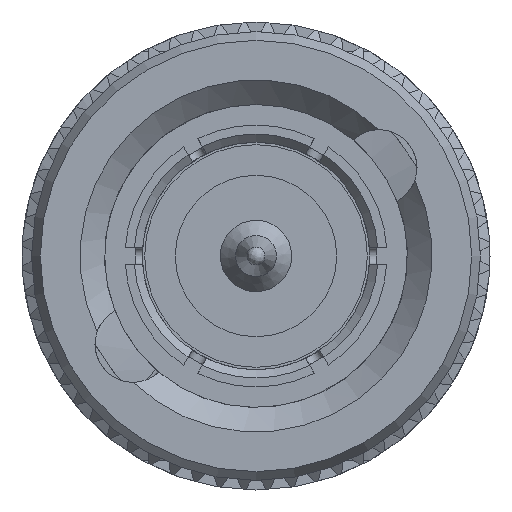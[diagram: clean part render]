
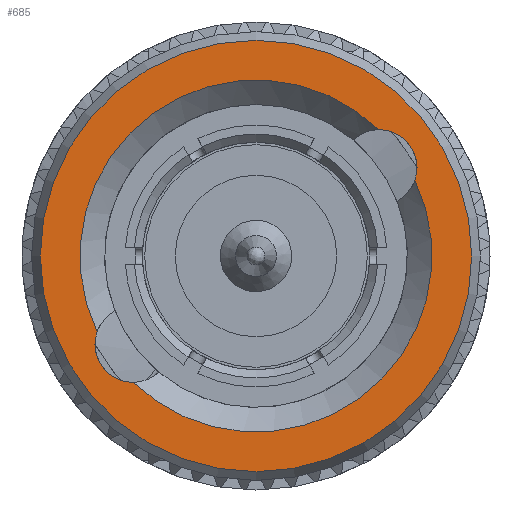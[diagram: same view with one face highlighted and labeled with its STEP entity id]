
A CAD part, left-side view. The second image highlights one B-rep face of the part: STEP entity #685.
In plain terms, the highlighted planar face has unit normal (-1, 0, 0).
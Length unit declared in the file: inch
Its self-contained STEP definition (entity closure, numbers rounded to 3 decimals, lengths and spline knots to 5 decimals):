
#37 = AXIS2_PLACEMENT_3D ( 'NONE', #8345, #7215, #4101 ) ;
#367 = CIRCLE ( 'NONE', #37, 0.04645 ) ;
#369 = ORIENTED_EDGE ( 'NONE', *, *, #8331, .T. ) ;
#685 = ADVANCED_FACE ( 'NONE', ( #9453, #1086 ), #7675, .F. ) ;
#821 = CIRCLE ( 'NONE', #4001, 0.21494 ) ;
#837 = CARTESIAN_POINT ( 'NONE',  ( 0.33873, 0., 0. ) ) ;
#1029 = DIRECTION ( 'NONE',  ( 1., 0., 0. ) ) ;
#1086 = FACE_BOUND ( 'NONE', #11038, .T. ) ;
#1239 = AXIS2_PLACEMENT_3D ( 'NONE', #3301, #5670, #8817 ) ;
#1327 = DIRECTION ( 'NONE',  ( 0., 0., -1. ) ) ;
#1535 = DIRECTION ( 'NONE',  ( 1., 0., 0. ) ) ;
#1892 = CIRCLE ( 'NONE', #9521, 0.26339 ) ;
#2066 = EDGE_CURVE ( 'NONE', #13297, #13297, #1892, .T. ) ;
#2178 = EDGE_LOOP ( 'NONE', ( #6987 ) ) ;
#2316 = DIRECTION ( 'NONE',  ( 1., 0., 0. ) ) ;
#2494 = CIRCLE ( 'NONE', #13510, 0.04645 ) ;
#2881 = CARTESIAN_POINT ( 'NONE',  ( 0.33873, -0.14961, 0.15433 ) ) ;
#3044 = VERTEX_POINT ( 'NONE', #2881 ) ;
#3301 = CARTESIAN_POINT ( 'NONE',  ( 0.33873, 0., 0. ) ) ;
#3451 = DIRECTION ( 'NONE',  ( 0., 0., -1. ) ) ;
#4001 = AXIS2_PLACEMENT_3D ( 'NONE', #5980, #1535, #13448 ) ;
#4074 = AXIS2_PLACEMENT_3D ( 'NONE', #4564, #4368, #1327 ) ;
#4101 = DIRECTION ( 'NONE',  ( 0., 0., -1. ) ) ;
#4215 = DIRECTION ( 'NONE',  ( 0., 0., -1. ) ) ;
#4368 = DIRECTION ( 'NONE',  ( 1., 0., 0. ) ) ;
#4564 = CARTESIAN_POINT ( 'NONE',  ( 0.33873, 0., -0.26339 ) ) ;
#4628 = CARTESIAN_POINT ( 'NONE',  ( 0.33873, 0., -0.26339 ) ) ;
#5371 = VERTEX_POINT ( 'NONE', #13790 ) ;
#5670 = DIRECTION ( 'NONE',  ( 1., 0., 0. ) ) ;
#5809 = VERTEX_POINT ( 'NONE', #6650 ) ;
#5980 = CARTESIAN_POINT ( 'NONE',  ( 0.33873, 0., 0. ) ) ;
#6260 = ORIENTED_EDGE ( 'NONE', *, *, #12672, .T. ) ;
#6650 = CARTESIAN_POINT ( 'NONE',  ( 0.33873, 0.14961, -0.15433 ) ) ;
#6672 = CARTESIAN_POINT ( 'NONE',  ( 0.33873, 0.15021, -0.10789 ) ) ;
#6987 = ORIENTED_EDGE ( 'NONE', *, *, #2066, .F. ) ;
#7215 = DIRECTION ( 'NONE',  ( 1., 0., 0. ) ) ;
#7443 = EDGE_CURVE ( 'NONE', #3044, #8718, #367, .T. ) ;
#7675 = PLANE ( 'NONE',  #4074 ) ;
#7769 = CARTESIAN_POINT ( 'NONE',  ( 0.33873, -0.19403, 0.09247 ) ) ;
#8066 = ORIENTED_EDGE ( 'NONE', *, *, #9481, .T. ) ;
#8331 = EDGE_CURVE ( 'NONE', #5809, #5371, #2494, .T. ) ;
#8345 = CARTESIAN_POINT ( 'NONE',  ( 0.33873, -0.15021, 0.10789 ) ) ;
#8718 = VERTEX_POINT ( 'NONE', #7769 ) ;
#8817 = DIRECTION ( 'NONE',  ( 0., 0., 1. ) ) ;
#9453 = FACE_OUTER_BOUND ( 'NONE', #2178, .T. ) ;
#9481 = EDGE_CURVE ( 'NONE', #8718, #5809, #821, .T. ) ;
#9521 = AXIS2_PLACEMENT_3D ( 'NONE', #837, #1029, #4215 ) ;
#10065 = ORIENTED_EDGE ( 'NONE', *, *, #7443, .T. ) ;
#10724 = CIRCLE ( 'NONE', #1239, 0.21494 ) ;
#11038 = EDGE_LOOP ( 'NONE', ( #6260, #10065, #8066, #369 ) ) ;
#12672 = EDGE_CURVE ( 'NONE', #5371, #3044, #10724, .T. ) ;
#13297 = VERTEX_POINT ( 'NONE', #4628 ) ;
#13448 = DIRECTION ( 'NONE',  ( 0., 0., 1. ) ) ;
#13510 = AXIS2_PLACEMENT_3D ( 'NONE', #6672, #2316, #3451 ) ;
#13790 = CARTESIAN_POINT ( 'NONE',  ( 0.33873, 0.19403, -0.09247 ) ) ;
